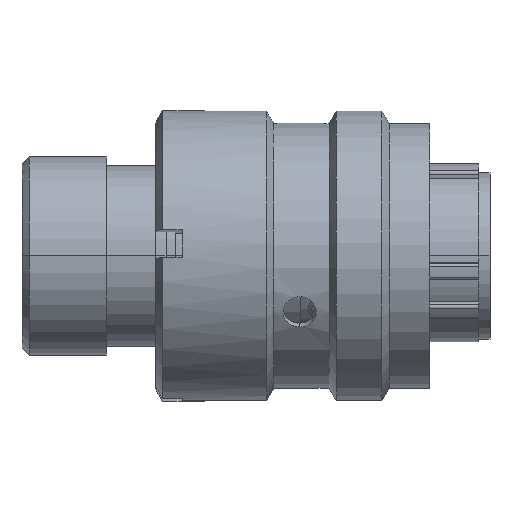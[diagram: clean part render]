
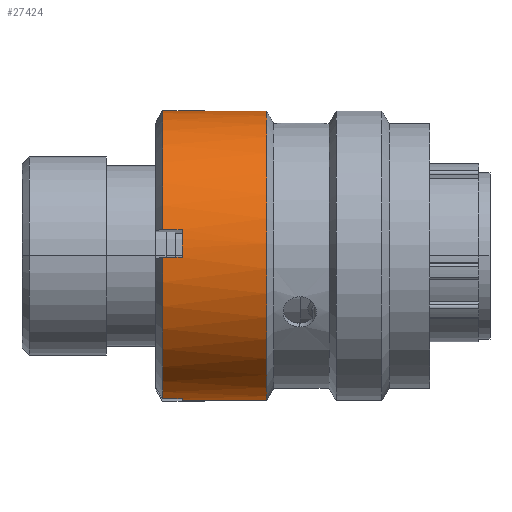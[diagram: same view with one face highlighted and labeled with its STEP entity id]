
A CAD part, top view. The second image highlights one B-rep face of the part: STEP entity #27424.
In plain terms, the highlighted cylindrical face has radius 10.35 mm (diameter 20.7 mm), a partial arc.
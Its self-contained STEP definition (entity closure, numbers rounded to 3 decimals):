
#126 = ORIENTED_EDGE ( 'NONE', *, *, #11978, .F. ) ;
#360 = CARTESIAN_POINT ( 'NONE',  ( 17.44, -10.313, 0.878 ) ) ;
#674 = ORIENTED_EDGE ( 'NONE', *, *, #26197, .F. ) ;
#1150 = CARTESIAN_POINT ( 'NONE',  ( 11.42, 10.313, -0.878 ) ) ;
#1636 = LINE ( 'NONE', #33594, #16436 ) ;
#1919 = DIRECTION ( 'NONE',  ( 1., 0., 0. ) ) ;
#2226 = DIRECTION ( 'NONE',  ( 0., 0.085, 0.996 ) ) ;
#2305 = DIRECTION ( 'NONE',  ( 0., 0.085, 0.996 ) ) ;
#2327 = EDGE_CURVE ( 'NONE', #15137, #16791, #16612, .T. ) ;
#2576 = CARTESIAN_POINT ( 'NONE',  ( 11.42, -10.18, 1.87 ) ) ;
#2874 = CIRCLE ( 'NONE', #16894, 10.35 ) ;
#2995 = VERTEX_POINT ( 'NONE', #13285 ) ;
#3009 = DIRECTION ( 'NONE',  ( -1., 0., 0. ) ) ;
#3246 = DIRECTION ( 'NONE',  ( -1., 0., 0. ) ) ;
#3579 = EDGE_CURVE ( 'NONE', #36482, #5721, #11698, .T. ) ;
#3870 = VECTOR ( 'NONE', #3246, 1000. ) ;
#4561 = CARTESIAN_POINT ( 'NONE',  ( 10.02, 1.87, 10.18 ) ) ;
#4787 = CIRCLE ( 'NONE', #16315, 10.35 ) ;
#4951 = LINE ( 'NONE', #2576, #20732 ) ;
#5293 = DIRECTION ( 'NONE',  ( -1., 0., 0. ) ) ;
#5721 = VERTEX_POINT ( 'NONE', #4561 ) ;
#5993 = ORIENTED_EDGE ( 'NONE', *, *, #8231, .T. ) ;
#7158 = ORIENTED_EDGE ( 'NONE', *, *, #25481, .T. ) ;
#7189 = ORIENTED_EDGE ( 'NONE', *, *, #30682, .F. ) ;
#7376 = VERTEX_POINT ( 'NONE', #360 ) ;
#7591 = CARTESIAN_POINT ( 'NONE',  ( 10.02, 10.349, 0.123 ) ) ;
#8231 = EDGE_CURVE ( 'NONE', #33513, #15137, #27955, .T. ) ;
#9143 = AXIS2_PLACEMENT_3D ( 'NONE', #37795, #20042, #2305 ) ;
#9157 = EDGE_LOOP ( 'NONE', ( #7189, #28708, #126, #10615, #27226, #7158, #15077, #25424, #674, #5993, #25602, #14688 ) ) ;
#9562 = DIRECTION ( 'NONE',  ( 1., 0., 0. ) ) ;
#9564 = VERTEX_POINT ( 'NONE', #7591 ) ;
#10227 = CARTESIAN_POINT ( 'NONE',  ( 10.02, -10.18, 1.87 ) ) ;
#10615 = ORIENTED_EDGE ( 'NONE', *, *, #10717, .F. ) ;
#10717 = EDGE_CURVE ( 'NONE', #25033, #12927, #23695, .T. ) ;
#11096 = AXIS2_PLACEMENT_3D ( 'NONE', #19633, #1919, #22654 ) ;
#11574 = DIRECTION ( 'NONE',  ( 1., 0., 0. ) ) ;
#11698 = LINE ( 'NONE', #12004, #3870 ) ;
#11978 = EDGE_CURVE ( 'NONE', #12927, #7376, #22322, .T. ) ;
#12004 = CARTESIAN_POINT ( 'NONE',  ( 11.42, 1.87, 10.18 ) ) ;
#12062 = CIRCLE ( 'NONE', #29476, 10.35 ) ;
#12158 = DIRECTION ( 'NONE',  ( -1., 0., 0. ) ) ;
#12927 = VERTEX_POINT ( 'NONE', #33426 ) ;
#13258 = LINE ( 'NONE', #27016, #35983 ) ;
#13285 = CARTESIAN_POINT ( 'NONE',  ( 11.42, -10.313, 0.878 ) ) ;
#14099 = CIRCLE ( 'NONE', #9143, 10.35 ) ;
#14373 = CYLINDRICAL_SURFACE ( 'NONE', #22615, 10.35 ) ;
#14688 = ORIENTED_EDGE ( 'NONE', *, *, #32869, .F. ) ;
#15077 = ORIENTED_EDGE ( 'NONE', *, *, #17488, .T. ) ;
#15137 = VERTEX_POINT ( 'NONE', #19680 ) ;
#16012 = CARTESIAN_POINT ( 'NONE',  ( 11.42, 10.349, 0.123 ) ) ;
#16315 = AXIS2_PLACEMENT_3D ( 'NONE', #20763, #3009, #23786 ) ;
#16436 = VECTOR ( 'NONE', #18825, 1000. ) ;
#16612 = CIRCLE ( 'NONE', #24356, 10.35 ) ;
#16734 = EDGE_CURVE ( 'NONE', #2995, #7376, #1636, .T. ) ;
#16791 = VERTEX_POINT ( 'NONE', #10227 ) ;
#16894 = AXIS2_PLACEMENT_3D ( 'NONE', #29391, #11574, #32362 ) ;
#17305 = DIRECTION ( 'NONE',  ( 0., 0.996, -0.085 ) ) ;
#17488 = EDGE_CURVE ( 'NONE', #9564, #5721, #2874, .T. ) ;
#18825 = DIRECTION ( 'NONE',  ( 1., 0., 0. ) ) ;
#19633 = CARTESIAN_POINT ( 'NONE',  ( 17.44, 0., 0. ) ) ;
#19680 = CARTESIAN_POINT ( 'NONE',  ( 10.02, -0.123, 10.349 ) ) ;
#19955 = DIRECTION ( 'NONE',  ( -1., 0., 0. ) ) ;
#20008 = VECTOR ( 'NONE', #5293, 1000. ) ;
#20042 = DIRECTION ( 'NONE',  ( -1., 0., 0. ) ) ;
#20065 = CARTESIAN_POINT ( 'NONE',  ( 11.42, -0.123, 10.349 ) ) ;
#20732 = VECTOR ( 'NONE', #23196, 1000. ) ;
#20763 = CARTESIAN_POINT ( 'NONE',  ( 11.42, 0., 0. ) ) ;
#22322 = CIRCLE ( 'NONE', #11096, 10.35 ) ;
#22589 = CARTESIAN_POINT ( 'NONE',  ( 29.07, 10.313, -0.878 ) ) ;
#22615 = AXIS2_PLACEMENT_3D ( 'NONE', #26146, #23149, #17305 ) ;
#22654 = DIRECTION ( 'NONE',  ( 0., 0.996, -0.085 ) ) ;
#23149 = DIRECTION ( 'NONE',  ( 1., 0., 0. ) ) ;
#23196 = DIRECTION ( 'NONE',  ( -1., 0., 0. ) ) ;
#23239 = VERTEX_POINT ( 'NONE', #16012 ) ;
#23695 = LINE ( 'NONE', #22589, #31531 ) ;
#23786 = DIRECTION ( 'NONE',  ( 0., 0.085, 0.996 ) ) ;
#24356 = AXIS2_PLACEMENT_3D ( 'NONE', #27383, #9562, #30345 ) ;
#25033 = VERTEX_POINT ( 'NONE', #1150 ) ;
#25110 = FACE_OUTER_BOUND ( 'NONE', #9157, .T. ) ;
#25424 = ORIENTED_EDGE ( 'NONE', *, *, #3579, .F. ) ;
#25481 = EDGE_CURVE ( 'NONE', #23239, #9564, #13258, .T. ) ;
#25597 = DIRECTION ( 'NONE',  ( 1., 0., 0. ) ) ;
#25602 = ORIENTED_EDGE ( 'NONE', *, *, #2327, .T. ) ;
#26146 = CARTESIAN_POINT ( 'NONE',  ( 29.07, 0., 0. ) ) ;
#26197 = EDGE_CURVE ( 'NONE', #33513, #36482, #14099, .T. ) ;
#27016 = CARTESIAN_POINT ( 'NONE',  ( 11.42, 10.349, 0.123 ) ) ;
#27226 = ORIENTED_EDGE ( 'NONE', *, *, #35343, .F. ) ;
#27383 = CARTESIAN_POINT ( 'NONE',  ( 10.02, 0., 0. ) ) ;
#27424 = ADVANCED_FACE ( 'NONE', ( #25110 ), #14373, .T. ) ;
#27883 = CARTESIAN_POINT ( 'NONE',  ( 11.42, -10.18, 1.87 ) ) ;
#27955 = LINE ( 'NONE', #20065, #20008 ) ;
#28708 = ORIENTED_EDGE ( 'NONE', *, *, #16734, .T. ) ;
#29391 = CARTESIAN_POINT ( 'NONE',  ( 10.02, 0., 0. ) ) ;
#29476 = AXIS2_PLACEMENT_3D ( 'NONE', #37705, #19955, #2226 ) ;
#30345 = DIRECTION ( 'NONE',  ( 0., -0.996, 0.085 ) ) ;
#30682 = EDGE_CURVE ( 'NONE', #2995, #31953, #12062, .T. ) ;
#31531 = VECTOR ( 'NONE', #25597, 1000. ) ;
#31953 = VERTEX_POINT ( 'NONE', #27883 ) ;
#32362 = DIRECTION ( 'NONE',  ( 0., -0.996, 0.085 ) ) ;
#32869 = EDGE_CURVE ( 'NONE', #31953, #16791, #4951, .T. ) ;
#33426 = CARTESIAN_POINT ( 'NONE',  ( 17.44, 10.313, -0.878 ) ) ;
#33513 = VERTEX_POINT ( 'NONE', #35038 ) ;
#33594 = CARTESIAN_POINT ( 'NONE',  ( 29.07, -10.313, 0.878 ) ) ;
#33985 = CARTESIAN_POINT ( 'NONE',  ( 11.42, 1.87, 10.18 ) ) ;
#35038 = CARTESIAN_POINT ( 'NONE',  ( 11.42, -0.123, 10.349 ) ) ;
#35343 = EDGE_CURVE ( 'NONE', #23239, #25033, #4787, .T. ) ;
#35983 = VECTOR ( 'NONE', #12158, 1000. ) ;
#36482 = VERTEX_POINT ( 'NONE', #33985 ) ;
#37705 = CARTESIAN_POINT ( 'NONE',  ( 11.42, 0., 0. ) ) ;
#37795 = CARTESIAN_POINT ( 'NONE',  ( 11.42, 0., 0. ) ) ;
